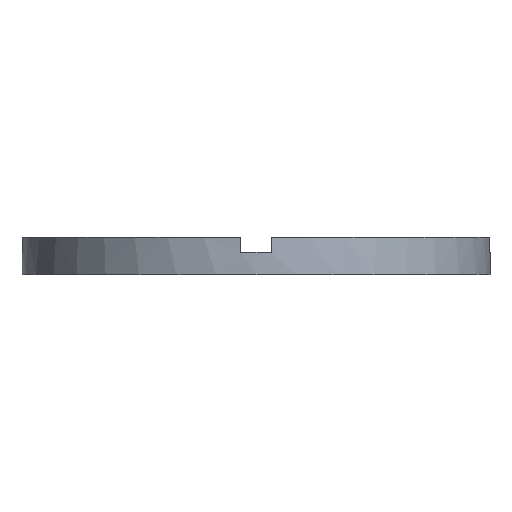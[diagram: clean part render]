
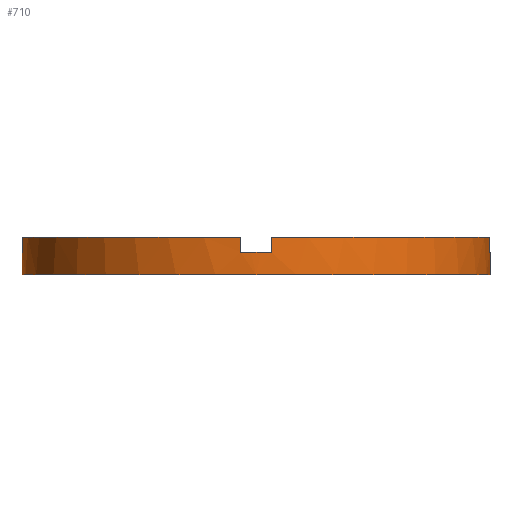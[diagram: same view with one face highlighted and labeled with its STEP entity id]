
A CAD part, front view. The second image highlights one B-rep face of the part: STEP entity #710.
In plain terms, the highlighted cylindrical face has radius 15.5 mm (diameter 31 mm), a partial arc.
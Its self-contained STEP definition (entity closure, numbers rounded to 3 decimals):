
#15 = CARTESIAN_POINT ( 'NONE',  ( 15.468, -1., 2.5 ) ) ;
#21 = AXIS2_PLACEMENT_3D ( 'NONE', #297, #579, #352 ) ;
#30 = AXIS2_PLACEMENT_3D ( 'NONE', #200, #254, #428 ) ;
#32 = EDGE_CURVE ( 'NONE', #67, #351, #114, .T. ) ;
#61 = CARTESIAN_POINT ( 'NONE',  ( 0., 0., 1.5 ) ) ;
#67 = VERTEX_POINT ( 'NONE', #350 ) ;
#69 = CARTESIAN_POINT ( 'NONE',  ( 0., 0., 0. ) ) ;
#74 = ORIENTED_EDGE ( 'NONE', *, *, #295, .F. ) ;
#77 = ORIENTED_EDGE ( 'NONE', *, *, #441, .F. ) ;
#98 = VERTEX_POINT ( 'NONE', #343 ) ;
#114 = LINE ( 'NONE', #116, #393 ) ;
#116 = CARTESIAN_POINT ( 'NONE',  ( -1., -15.468, 2.5 ) ) ;
#131 = VECTOR ( 'NONE', #321, 1000. ) ;
#137 = EDGE_CURVE ( 'NONE', #98, #380, #269, .T. ) ;
#141 = LINE ( 'NONE', #282, #131 ) ;
#147 = VERTEX_POINT ( 'NONE', #369 ) ;
#151 = DIRECTION ( 'NONE',  ( 0., 0., 1. ) ) ;
#167 = DIRECTION ( 'NONE',  ( 0., 0., 1. ) ) ;
#168 = ORIENTED_EDGE ( 'NONE', *, *, #137, .T. ) ;
#174 = VERTEX_POINT ( 'NONE', #220 ) ;
#176 = LINE ( 'NONE', #367, #704 ) ;
#198 = CIRCLE ( 'NONE', #240, 15.5 ) ;
#199 = DIRECTION ( 'NONE',  ( 0., 0., -1. ) ) ;
#200 = CARTESIAN_POINT ( 'NONE',  ( 0., 0., 2.5 ) ) ;
#201 = CARTESIAN_POINT ( 'NONE',  ( -15.5, 0., 2.5 ) ) ;
#202 = CYLINDRICAL_SURFACE ( 'NONE', #21, 15.5 ) ;
#220 = CARTESIAN_POINT ( 'NONE',  ( -15.468, -1., 2.5 ) ) ;
#227 = DIRECTION ( 'NONE',  ( 1., 0., 0. ) ) ;
#240 = AXIS2_PLACEMENT_3D ( 'NONE', #674, #312, #752 ) ;
#243 = EDGE_CURVE ( 'NONE', #450, #632, #762, .T. ) ;
#254 = DIRECTION ( 'NONE',  ( 0., 0., 1. ) ) ;
#265 = DIRECTION ( 'NONE',  ( 0., 0., -1. ) ) ;
#269 = LINE ( 'NONE', #201, #524 ) ;
#272 = AXIS2_PLACEMENT_3D ( 'NONE', #597, #276, #556 ) ;
#276 = DIRECTION ( 'NONE',  ( 0., 0., 1. ) ) ;
#282 = CARTESIAN_POINT ( 'NONE',  ( 15.468, -1., 2.5 ) ) ;
#295 = EDGE_CURVE ( 'NONE', #450, #684, #771, .T. ) ;
#297 = CARTESIAN_POINT ( 'NONE',  ( 0., 0., 2.5 ) ) ;
#305 = CARTESIAN_POINT ( 'NONE',  ( 15.5, 0., 0. ) ) ;
#308 = CARTESIAN_POINT ( 'NONE',  ( -15.468, -1., 1.5 ) ) ;
#312 = DIRECTION ( 'NONE',  ( 0., 0., 1. ) ) ;
#321 = DIRECTION ( 'NONE',  ( 0., 0., 1. ) ) ;
#322 = AXIS2_PLACEMENT_3D ( 'NONE', #61, #151, #227 ) ;
#339 = DIRECTION ( 'NONE',  ( 0., 0., 1. ) ) ;
#341 = ORIENTED_EDGE ( 'NONE', *, *, #32, .T. ) ;
#343 = CARTESIAN_POINT ( 'NONE',  ( -15.5, 0., 1.5 ) ) ;
#349 = AXIS2_PLACEMENT_3D ( 'NONE', #69, #167, #763 ) ;
#350 = CARTESIAN_POINT ( 'NONE',  ( -1., -15.468, 1.5 ) ) ;
#351 = VERTEX_POINT ( 'NONE', #781 ) ;
#352 = DIRECTION ( 'NONE',  ( -1., 0., 0. ) ) ;
#358 = ORIENTED_EDGE ( 'NONE', *, *, #709, .F. ) ;
#367 = CARTESIAN_POINT ( 'NONE',  ( 15.5, 0., 2.5 ) ) ;
#369 = CARTESIAN_POINT ( 'NONE',  ( 15.5, 0., 1.5 ) ) ;
#380 = VERTEX_POINT ( 'NONE', #467 ) ;
#392 = EDGE_CURVE ( 'NONE', #174, #351, #479, .T. ) ;
#393 = VECTOR ( 'NONE', #411, 1000. ) ;
#397 = ORIENTED_EDGE ( 'NONE', *, *, #720, .F. ) ;
#411 = DIRECTION ( 'NONE',  ( 0., 0., 1. ) ) ;
#428 = DIRECTION ( 'NONE',  ( 1., 0., 0. ) ) ;
#434 = DIRECTION ( 'NONE',  ( 0., 0., -1. ) ) ;
#441 = EDGE_CURVE ( 'NONE', #67, #632, #735, .T. ) ;
#442 = DIRECTION ( 'NONE',  ( 1., 0., 0. ) ) ;
#445 = VERTEX_POINT ( 'NONE', #305 ) ;
#450 = VERTEX_POINT ( 'NONE', #548 ) ;
#451 = ORIENTED_EDGE ( 'NONE', *, *, #628, .T. ) ;
#457 = CARTESIAN_POINT ( 'NONE',  ( -15.468, -1., 2.5 ) ) ;
#458 = EDGE_CURVE ( 'NONE', #380, #445, #485, .T. ) ;
#462 = EDGE_LOOP ( 'NONE', ( #629, #397, #677, #74, #638, #77, #341, #590, #451, #358, #168, #707 ) ) ;
#467 = CARTESIAN_POINT ( 'NONE',  ( -15.5, 0., 0. ) ) ;
#471 = CIRCLE ( 'NONE', #703, 15.5 ) ;
#476 = VECTOR ( 'NONE', #434, 1000. ) ;
#479 = CIRCLE ( 'NONE', #272, 15.5 ) ;
#485 = CIRCLE ( 'NONE', #349, 15.5 ) ;
#494 = CARTESIAN_POINT ( 'NONE',  ( 15.468, -1., 1.5 ) ) ;
#504 = VECTOR ( 'NONE', #619, 1000. ) ;
#524 = VECTOR ( 'NONE', #265, 1000. ) ;
#539 = CARTESIAN_POINT ( 'NONE',  ( 1., -15.468, 1.5 ) ) ;
#548 = CARTESIAN_POINT ( 'NONE',  ( 1., -15.468, 2.5 ) ) ;
#556 = DIRECTION ( 'NONE',  ( 1., 0., 0. ) ) ;
#566 = CARTESIAN_POINT ( 'NONE',  ( 1., -15.468, 2.5 ) ) ;
#579 = DIRECTION ( 'NONE',  ( 0., 0., -1. ) ) ;
#590 = ORIENTED_EDGE ( 'NONE', *, *, #392, .F. ) ;
#597 = CARTESIAN_POINT ( 'NONE',  ( 0., 0., 2.5 ) ) ;
#605 = VERTEX_POINT ( 'NONE', #308 ) ;
#619 = DIRECTION ( 'NONE',  ( 0., 0., -1. ) ) ;
#626 = VERTEX_POINT ( 'NONE', #494 ) ;
#628 = EDGE_CURVE ( 'NONE', #174, #605, #705, .T. ) ;
#629 = ORIENTED_EDGE ( 'NONE', *, *, #749, .F. ) ;
#632 = VERTEX_POINT ( 'NONE', #539 ) ;
#638 = ORIENTED_EDGE ( 'NONE', *, *, #243, .T. ) ;
#674 = CARTESIAN_POINT ( 'NONE',  ( 0., 0., 1.5 ) ) ;
#677 = ORIENTED_EDGE ( 'NONE', *, *, #779, .T. ) ;
#684 = VERTEX_POINT ( 'NONE', #15 ) ;
#703 = AXIS2_PLACEMENT_3D ( 'NONE', #743, #339, #442 ) ;
#704 = VECTOR ( 'NONE', #199, 1000. ) ;
#705 = LINE ( 'NONE', #457, #476 ) ;
#707 = ORIENTED_EDGE ( 'NONE', *, *, #458, .T. ) ;
#709 = EDGE_CURVE ( 'NONE', #98, #605, #198, .T. ) ;
#710 = ADVANCED_FACE ( 'NONE', ( #721 ), #202, .T. ) ;
#720 = EDGE_CURVE ( 'NONE', #626, #147, #471, .T. ) ;
#721 = FACE_OUTER_BOUND ( 'NONE', #462, .T. ) ;
#735 = CIRCLE ( 'NONE', #322, 15.5 ) ;
#743 = CARTESIAN_POINT ( 'NONE',  ( 0., 0., 1.5 ) ) ;
#749 = EDGE_CURVE ( 'NONE', #147, #445, #176, .T. ) ;
#752 = DIRECTION ( 'NONE',  ( 1., 0., 0. ) ) ;
#762 = LINE ( 'NONE', #566, #504 ) ;
#763 = DIRECTION ( 'NONE',  ( 1., 0., 0. ) ) ;
#771 = CIRCLE ( 'NONE', #30, 15.5 ) ;
#779 = EDGE_CURVE ( 'NONE', #626, #684, #141, .T. ) ;
#781 = CARTESIAN_POINT ( 'NONE',  ( -1., -15.468, 2.5 ) ) ;
